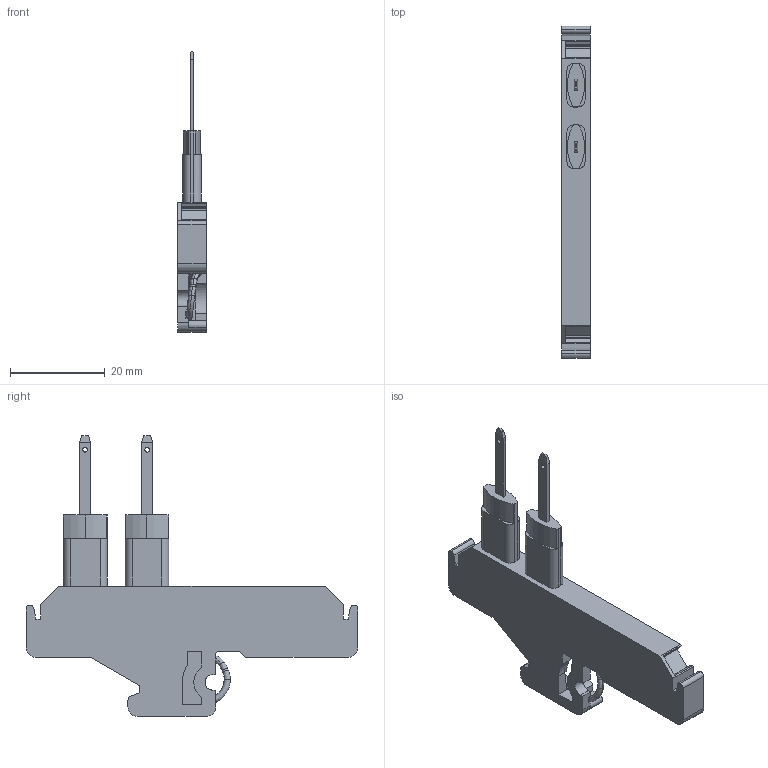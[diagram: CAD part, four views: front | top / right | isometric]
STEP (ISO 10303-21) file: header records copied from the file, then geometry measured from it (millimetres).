
FILE_DESCRIPTION(('CATIA V5R22 STEP214','CAx-IF Rec.Pracs.--- Model Styling and Organization---1.4--- 2014-01-23'),'2;1');
FILE_NAME ('D1445796_1', '2022-11-04T08:14:29+00:00', ('Weidmueller Interface'), ('Weidmueller'), 'CATIA Version 5-6 Release 2016 SP3 HF44', 'CATIA V5 STEP AP214', 'none');
FILE_SCHEMA(('AUTOMOTIVE_DESIGN { 1 0 10303 214 1 1 1 1 }'));
Length unit declared in the file: millimetre
Products named in the file (1): 0249400000
Bounding box: 6.1 x 70 x 59.25 mm (x, y, z)
Volume: 7886 mm3; surface area: 4979.2 mm2
Topology: 6 solids, 6 shells, 195 faces, 558 edges, 376 vertices
Faces by surface type: plane 113, cylinder 56, bspline 23, extrusion 3
Entity records: 7467 total; most frequent: CARTESIAN_POINT 2741, ORIENTED_EDGE 1116, DIRECTION 741, EDGE_CURVE 558, VERTEX_POINT 375, VECTOR 353, LINE 350, AXIS2_PLACEMENT_3D 231
